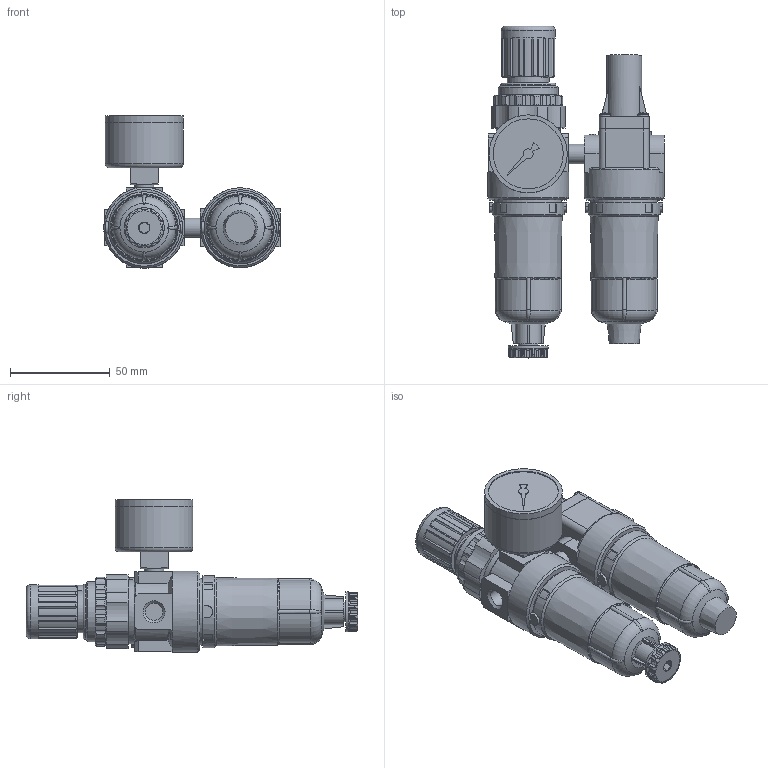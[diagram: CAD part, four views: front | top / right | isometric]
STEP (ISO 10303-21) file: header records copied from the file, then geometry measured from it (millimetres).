
FILE_DESCRIPTION( ( 'STEP AP203' ), ' ' );
FILE_NAME( '9.3100.00.050.0V.stp', '2017-04-18T08:44:04', ( '' ), ( '' ), ' ', 'PARTsolutions', ' ' );
FILE_SCHEMA( ( 'CONFIG_CONTROL_DESIGN' ) );
Length unit declared in the file: millimetre
Products named in the file (8): 9.3100.00.050.0V; _578.00 K-HA(2)_G; _578.00 K-HA(0)_F; _578.00 K-HA_M; _R 11-55(1); _Gewindestift_1/8; _743 K_G; _743 K(0)_F
Assembly tree (7 placements, depth 2):
  9.3100.00.050.0V
    _578.00 K-HA(2)_G
    _578.00 K-HA(0)_F
    _578.00 K-HA_M
    _R 11-55(1)
    _Gewindestift_1/8
    _743 K_G
    _743 K(0)_F
Bounding box: 88.22 x 166 x 76.22 mm (x, y, z)
Volume: 270469 mm3; surface area: 51845.7 mm2
Topology: 7 solids, 9 shells, 652 faces, 1715 edges, 1115 vertices
Faces by surface type: plane 296, cylinder 252, cone 52, torus 46, sphere 6
Full cylindrical faces by diameter (mm): 4 x1, 5 x1, 7 x1, 8 x2, 8.566 x5, 9.2 x1, 9.728 x4, 17.5 x1, 20 x1, 21 x1, 27 x1, 27.5 x1, 28.376 x1, 30 x1, 32 x1, 33.3 x2, 35 x1, 36 x2, 38.96 x1, 39 x2, 40 x1, 40.43 x1
Entity records: 21798 total; most frequent: CARTESIAN_POINT 5994, DIRECTION 3223, ORIENTED_EDGE 3222, EDGE_CURVE 1611, AXIS2_PLACEMENT_3D 1266, VERTEX_POINT 1087, EDGE_LOOP 766, FACE_OUTER_BOUND 700
